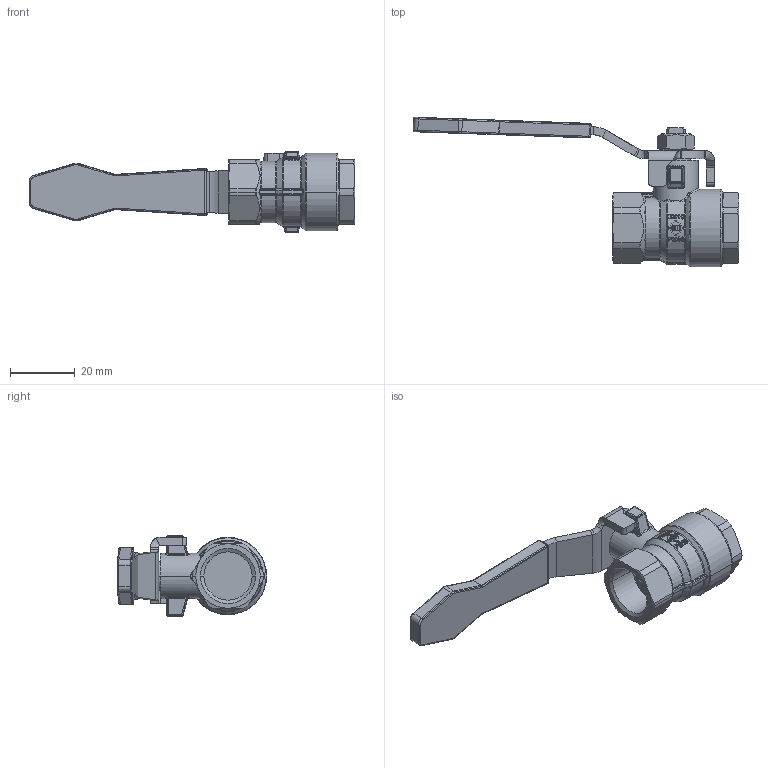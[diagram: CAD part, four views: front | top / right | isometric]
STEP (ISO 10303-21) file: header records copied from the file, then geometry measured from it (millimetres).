
FILE_DESCRIPTION(('STEP AP214'),'1');
FILE_NAME('valve_990-3_8.stp','2018-01-26T11:42:11',('TraceParts'),('TraceParts S.A.'),'Spatial InterOp 3D',' ',' ');
FILE_SCHEMA(('automotive_design'));
Length unit declared in the file: millimetre
Products named in the file (1): valve_990-3_8
Bounding box: 100.85 x 46.31 x 25 mm (x, y, z)
Volume: 18333.8 mm3; surface area: 9794.7 mm2
Topology: 1 solids, 5 shells, 1162 faces, 3016 edges, 1940 vertices
Faces by surface type: plane 453, bspline 312, cylinder 266, cone 54, torus 51, sphere 26
Entity records: 51286 total; most frequent: CARTESIAN_POINT 15592, ORIENTED_EDGE 6012, DIRECTION 4599, EDGE_CURVE 3006, VERTEX_POINT 1940, AXIS2_PLACEMENT_3D 1564, LINE 1471, VECTOR 1471
